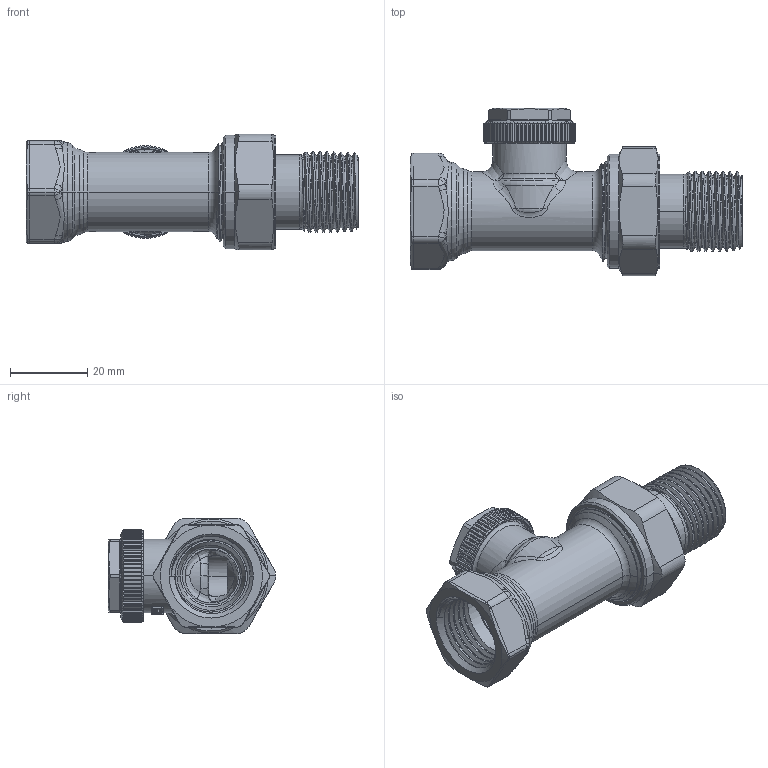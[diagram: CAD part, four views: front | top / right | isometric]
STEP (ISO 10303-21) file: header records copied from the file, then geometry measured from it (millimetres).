
FILE_DESCRIPTION((''),'2;1');
FILE_NAME('50005-115-GEWINDE_SW0001','2018-09-10T15:27:24',('marann'),(''),'CREO PARAMETRIC BY PTC INC, 2017380','CREO PARAMETRIC BY PTC INC, 2017380','');
FILE_SCHEMA(('CONFIG_CONTROL_DESIGN'));
Products named in the file (1): 50005-115-GEWINDE_SW0001
Bounding box: 86.1 x 43.4 x 30 mm (x, y, z)
Volume: 17694.6 mm3; surface area: 19956.3 mm2
Topology: 1 solids, 2 shells, 828 faces, 2211 edges, 1399 vertices
Faces by surface type: plane 346, cylinder 207, bspline 102, cone 100, torus 57, sphere 16
Entity records: 41977 total; most frequent: CARTESIAN_POINT 23029, ORIENTED_EDGE 4414, DIRECTION 3356, EDGE_CURVE 2207, VERTEX_POINT 1399, AXIS2_PLACEMENT_3D 1340, B_SPLINE_CURVE_WITH_KNOTS 918, EDGE_LOOP 852
